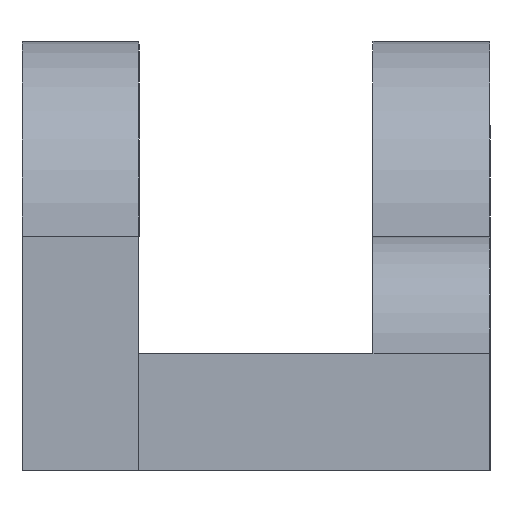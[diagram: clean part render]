
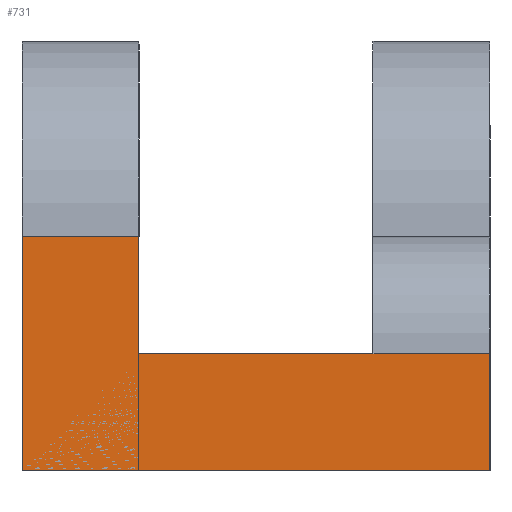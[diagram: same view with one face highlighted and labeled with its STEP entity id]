
A CAD part, left-side view. The second image highlights one B-rep face of the part: STEP entity #731.
In plain terms, the highlighted planar face has unit normal (-1, 0, 0).
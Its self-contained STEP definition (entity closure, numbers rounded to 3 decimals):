
#21=PLANE('',#792);
#58=FACE_OUTER_BOUND('',#99,.T.);
#99=EDGE_LOOP('',(#518,#519,#520,#521,#522,#523,#524));
#148=LINE('',#1061,#238);
#151=LINE('',#1071,#241);
#152=LINE('',#1073,#242);
#153=LINE('',#1075,#243);
#154=LINE('',#1077,#244);
#155=LINE('',#1079,#245);
#156=LINE('',#1080,#246);
#238=VECTOR('',#858,10.);
#241=VECTOR('',#867,10.);
#242=VECTOR('',#870,10.);
#243=VECTOR('',#871,10.);
#244=VECTOR('',#872,10.);
#245=VECTOR('',#873,10.);
#246=VECTOR('',#874,10.);
#340=VERTEX_POINT('',#1058);
#341=VERTEX_POINT('',#1060);
#342=VERTEX_POINT('',#1064);
#345=VERTEX_POINT('',#1069);
#346=VERTEX_POINT('',#1074);
#347=VERTEX_POINT('',#1076);
#348=VERTEX_POINT('',#1078);
#408=EDGE_CURVE('',#341,#340,#148,.T.);
#413=EDGE_CURVE('',#345,#342,#151,.T.);
#414=EDGE_CURVE('',#345,#341,#152,.T.);
#415=EDGE_CURVE('',#346,#340,#153,.T.);
#416=EDGE_CURVE('',#347,#346,#154,.T.);
#417=EDGE_CURVE('',#347,#348,#155,.T.);
#418=EDGE_CURVE('',#348,#342,#156,.T.);
#518=ORIENTED_EDGE('',*,*,#413,.F.);
#519=ORIENTED_EDGE('',*,*,#414,.T.);
#520=ORIENTED_EDGE('',*,*,#408,.T.);
#521=ORIENTED_EDGE('',*,*,#415,.F.);
#522=ORIENTED_EDGE('',*,*,#416,.F.);
#523=ORIENTED_EDGE('',*,*,#417,.T.);
#524=ORIENTED_EDGE('',*,*,#418,.T.);
#731=ADVANCED_FACE('',(#58),#21,.T.);
#792=AXIS2_PLACEMENT_3D('',#1072,#868,#869);
#858=DIRECTION('',(0.,0.,1.));
#867=DIRECTION('',(0.,-1.,0.));
#868=DIRECTION('center_axis',(-1.,0.,0.));
#869=DIRECTION('ref_axis',(0.,-1.,0.));
#870=DIRECTION('',(0.,1.,0.));
#871=DIRECTION('',(0.,-1.,0.));
#872=DIRECTION('',(0.,0.,1.));
#873=DIRECTION('',(0.,-1.,0.));
#874=DIRECTION('',(0.,0.,1.));
#1058=CARTESIAN_POINT('',(0.,45.037,30.));
#1060=CARTESIAN_POINT('',(0.,45.037,15.));
#1061=CARTESIAN_POINT('',(0.,45.037,15.));
#1064=CARTESIAN_POINT('',(0.,0.,15.));
#1069=CARTESIAN_POINT('',(0.,15.,15.));
#1071=CARTESIAN_POINT('',(0.,45.,15.));
#1072=CARTESIAN_POINT('Origin',(0.,60.,0.));
#1073=CARTESIAN_POINT('',(0.,45.009,15.));
#1074=CARTESIAN_POINT('',(0.,60.,30.));
#1075=CARTESIAN_POINT('',(0.,60.,30.));
#1076=CARTESIAN_POINT('',(0.,60.,0.));
#1077=CARTESIAN_POINT('',(0.,60.,0.));
#1078=CARTESIAN_POINT('',(0.,0.,0.));
#1079=CARTESIAN_POINT('',(0.,60.,0.));
#1080=CARTESIAN_POINT('',(0.,0.,0.));
